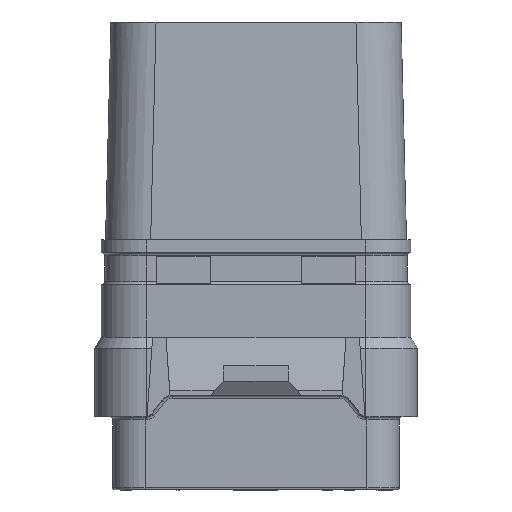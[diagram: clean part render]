
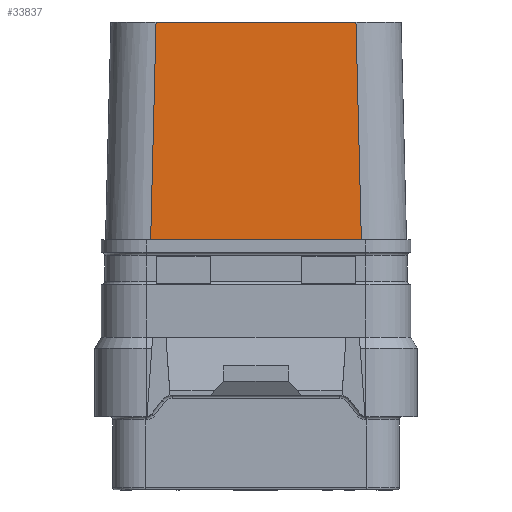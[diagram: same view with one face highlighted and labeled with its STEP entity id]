
A CAD part, front view. The second image highlights one B-rep face of the part: STEP entity #33837.
In plain terms, the highlighted planar face has unit normal (0, -1, 0.025).
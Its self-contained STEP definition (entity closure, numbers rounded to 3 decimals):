
#47=DIRECTION('',(1.,0.,0.));
#48=VECTOR('',#47,9.8);
#49=CARTESIAN_POINT('',(-4.9,-6.,0.));
#50=LINE('',#49,#48);
#160=DIRECTION('',(1.,0.,0.));
#161=VECTOR('',#160,9.3);
#162=CARTESIAN_POINT('',(-4.65,-5.75,10.12));
#163=LINE('',#162,#161);
#1697=DIRECTION('',(0.025,0.025,0.999));
#1698=VECTOR('',#1697,10.126);
#1699=CARTESIAN_POINT('',(-4.9,-6.,0.));
#1700=LINE('',#1699,#1698);
#1701=DIRECTION('',(-0.025,0.025,0.999));
#1702=VECTOR('',#1701,10.126);
#1703=CARTESIAN_POINT('',(4.9,-6.,0.));
#1704=LINE('',#1703,#1702);
#25808=CARTESIAN_POINT('',(-4.65,-5.75,10.12));
#25809=VERTEX_POINT('',#25808);
#25810=CARTESIAN_POINT('',(4.65,-5.75,10.12));
#25811=VERTEX_POINT('',#25810);
#25824=CARTESIAN_POINT('',(-4.9,-6.,0.));
#25825=VERTEX_POINT('',#25824);
#25826=CARTESIAN_POINT('',(4.9,-6.,0.));
#25827=VERTEX_POINT('',#25826);
#33825=CARTESIAN_POINT('',(0.,-5.875,5.06));
#33826=DIRECTION('',(0.,-1.,0.025));
#33827=DIRECTION('',(1.,0.,0.));
#33828=AXIS2_PLACEMENT_3D('',#33825,#33826,#33827);
#33829=PLANE('',#33828);
#33830=ORIENTED_EDGE('',*,*,#32751,.F.);
#33831=ORIENTED_EDGE('',*,*,#33820,.T.);
#33832=ORIENTED_EDGE('',*,*,#32948,.T.);
#33834=ORIENTED_EDGE('',*,*,#33833,.F.);
#33835=EDGE_LOOP('',(#33830,#33831,#33832,#33834));
#33836=FACE_OUTER_BOUND('',#33835,.F.);
#33837=ADVANCED_FACE('',(#33836),#33829,.T.);
#32751=EDGE_CURVE('',#25825,#25827,#50,.T.);
#32948=EDGE_CURVE('',#25809,#25811,#163,.T.);
#33820=EDGE_CURVE('',#25825,#25809,#1700,.T.);
#33833=EDGE_CURVE('',#25827,#25811,#1704,.T.);
